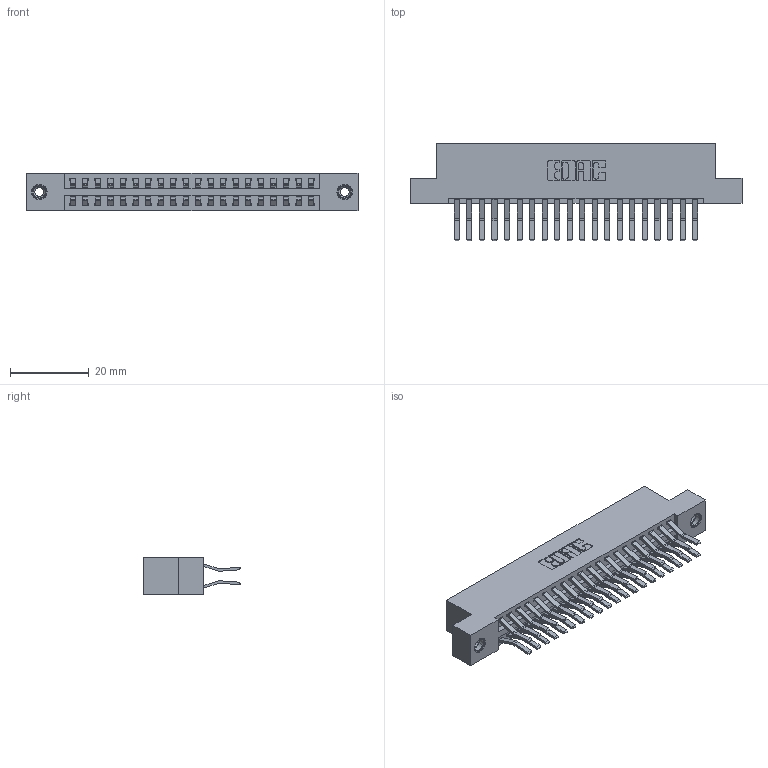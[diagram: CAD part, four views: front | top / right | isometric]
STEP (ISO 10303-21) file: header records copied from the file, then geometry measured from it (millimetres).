
FILE_DESCRIPTION (( 'STEP AP203' ), '1' );
FILE_NAME ('396-040-560-208.STEP', '2018-09-06T22:05:09', ( '' ), ( '' ), 'SwSTEP 2.0', 'SolidWorks 2016', '' );
FILE_SCHEMA (( 'CONFIG_CONTROL_DESIGN' ));
Length unit declared in the file: inch
Products named in the file (4): 346 Part_Flush Mounting Lugs - 0.156 Dia-TI; 345-292-001_560 Tail; 345-250-001_345-250-003-102; 396-040-560-208
Assembly tree (43 placements, depth 2):
  396-040-560-208
    346 Part_Flush Mounting Lugs - 0.156 Dia-TI
    345-292-001_560 Tail  x40
    345-250-001_345-250-003-102  x2
Bounding box: 84.07 x 24.78 x 9.4 mm (x, y, z)
Volume: 8283.1 mm3; surface area: 11759.4 mm2
Topology: 43 solids, 43 shells, 2342 faces, 6905 edges, 4542 vertices
Faces by surface type: plane 1508, cylinder 818, cone 12, torus 4
Entity records: 17288 total; most frequent: CARTESIAN_POINT 2863, ORIENTED_EDGE 2790, DIRECTION 2605, EDGE_CURVE 1395, VECTOR 1159, LINE 1159, VERTEX_POINT 924, AXIS2_PLACEMENT_3D 723
